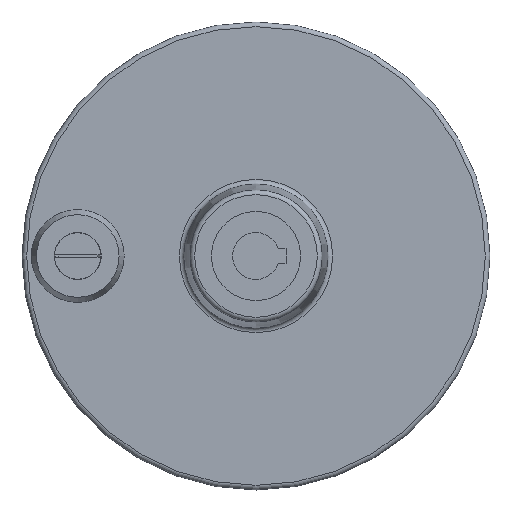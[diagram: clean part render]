
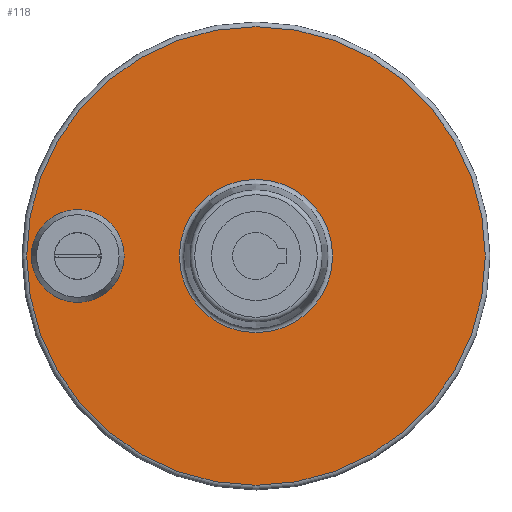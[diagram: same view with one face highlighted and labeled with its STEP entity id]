
A CAD part, front view. The second image highlights one B-rep face of the part: STEP entity #118.
In plain terms, the highlighted planar face has unit normal (0, -1, 0).
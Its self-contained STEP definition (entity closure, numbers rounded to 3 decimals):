
#118 = ADVANCED_FACE( '', ( #295, #296, #297 ), #298, .F. );
#295 = FACE_OUTER_BOUND( '', #555, .T. );
#296 = FACE_BOUND( '', #556, .T. );
#297 = FACE_BOUND( '', #557, .T. );
#298 = PLANE( '', #558 );
#555 = EDGE_LOOP( '', ( #860 ) );
#556 = EDGE_LOOP( '', ( #861 ) );
#557 = EDGE_LOOP( '', ( #862 ) );
#558 = AXIS2_PLACEMENT_3D( '', #863, #864, #865 );
#860 = ORIENTED_EDGE( '', *, *, #1419, .F. );
#861 = ORIENTED_EDGE( '', *, *, #1368, .F. );
#862 = ORIENTED_EDGE( '', *, *, #1420, .T. );
#863 = CARTESIAN_POINT( '', ( 21.669, -3., 0. ) );
#864 = DIRECTION( '', ( 0., 1., 0. ) );
#865 = DIRECTION( '', ( 0., 0., 1. ) );
#1368 = EDGE_CURVE( '', #1597, #1597, #1598, .F. );
#1419 = EDGE_CURVE( '', #1686, #1686, #1687, .T. );
#1420 = EDGE_CURVE( '', #1688, #1688, #1689, .T. );
#1597 = VERTEX_POINT( '', #1958 );
#1598 = CIRCLE( '', #1959, 9.892 );
#1686 = VERTEX_POINT( '', #2205 );
#1687 = CIRCLE( '', #2206, 48.885 );
#1688 = VERTEX_POINT( '', #2207 );
#1689 = CIRCLE( '', #2208, 16.331 );
#1958 = CARTESIAN_POINT( '', ( 0., -3., 9.892 ) );
#1959 = AXIS2_PLACEMENT_3D( '', #2737, #2738, #2739 );
#2205 = CARTESIAN_POINT( '', ( 38., -3., 48.885 ) );
#2206 = AXIS2_PLACEMENT_3D( '', #2807, #2808, #2809 );
#2207 = CARTESIAN_POINT( '', ( 38., -3., 16.331 ) );
#2208 = AXIS2_PLACEMENT_3D( '', #2810, #2811, #2812 );
#2737 = CARTESIAN_POINT( '', ( 0., -3., 0. ) );
#2738 = DIRECTION( '', ( 0., 1., 0. ) );
#2739 = DIRECTION( '', ( 0., 0., 1. ) );
#2807 = CARTESIAN_POINT( '', ( 38., -3., 0. ) );
#2808 = DIRECTION( '', ( 0., 1., 0. ) );
#2809 = DIRECTION( '', ( 0., 0., 1. ) );
#2810 = CARTESIAN_POINT( '', ( 38., -3., 0. ) );
#2811 = DIRECTION( '', ( 0., 1., 0. ) );
#2812 = DIRECTION( '', ( 0., 0., 1. ) );
